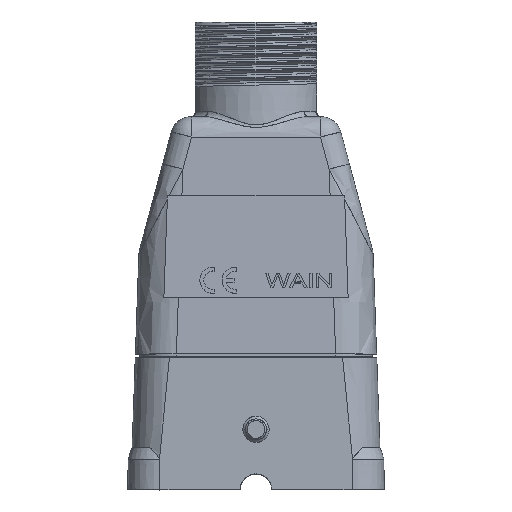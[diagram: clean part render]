
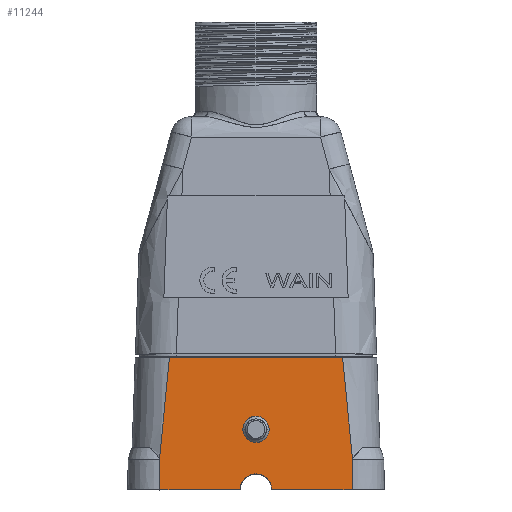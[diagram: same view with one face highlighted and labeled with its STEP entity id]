
A CAD part, top view. The second image highlights one B-rep face of the part: STEP entity #11244.
In plain terms, the highlighted planar face has unit normal (0, 0.009, 1).
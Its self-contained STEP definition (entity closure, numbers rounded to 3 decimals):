
#137=FACE_BOUND('',#13936,.T.);
#138=FACE_BOUND('',#13937,.T.);
#11244=ADVANCED_FACE('',(#137,#138),#12260,.T.);
#12260=PLANE('',#42155);
#13936=EDGE_LOOP('',(#21025,#21026));
#13937=EDGE_LOOP('',(#21027,#21028,#21029,#21030,#21031,#21032,#21033,#21034));
#15816=B_SPLINE_CURVE_WITH_KNOTS('',3,(#60050,#60051,#60052,#60053,#60054,
#60055,#60056,#60057,#60058,#60059),.UNSPECIFIED.,.F.,.F.,(4,2,2,2,4),(0.,
0.25,0.5,0.75,1.),.UNSPECIFIED.);
#15817=B_SPLINE_CURVE_WITH_KNOTS('',3,(#60062,#60063,#60064,#60065,#60066,
#60067,#60068,#60069,#60070,#60071,#60072,#60073,#60074,#60075,#60076,#60077,
#60078,#60079,#60080,#60081,#60082,#60083,#60084,#60085,#60086,#60087,#60088,
#60089,#60090,#60091,#60092,#60093,#60094),.UNSPECIFIED.,.F.,.F.,(4,2,2,
1,2,2,2,2,2,2,2,2,2,2,2,2,4),(0.,0.062,0.07,
0.078,0.094,0.125,0.188,0.25,0.375,
0.5,0.75,0.875,0.938,0.945,
0.953,0.969,1.),.UNSPECIFIED.);
#15818=B_SPLINE_CURVE_WITH_KNOTS('',3,(#60095,#60096,#60097,#60098),
 .UNSPECIFIED.,.F.,.F.,(4,4),(0.,1.),.UNSPECIFIED.);
#15819=B_SPLINE_CURVE_WITH_KNOTS('',3,(#60101,#60102,#60103,#60104),
 .UNSPECIFIED.,.F.,.F.,(4,4),(0.,1.),.UNSPECIFIED.);
#15820=B_SPLINE_CURVE_WITH_KNOTS('',3,(#60106,#60107,#60108,#60109,#60110,
#60111,#60112,#60113,#60114,#60115,#60116,#60117),.UNSPECIFIED.,.F.,.F.,
(4,2,2,2,2,4),(0.,0.5,0.563,0.625,0.75,1.),.UNSPECIFIED.);
#15821=B_SPLINE_CURVE_WITH_KNOTS('',3,(#60123,#60124,#60125,#60126,#60127,
#60128,#60129,#60130,#60131,#60132,#60133,#60134,#60135,#60136,#60137,#60138,
#60139,#60140),.UNSPECIFIED.,.F.,.F.,(4,2,2,2,2,2,2,2,4),(0.,0.125,0.25,
0.375,0.5,0.625,0.75,0.875,1.),.UNSPECIFIED.);
#21025=ORIENTED_EDGE('',*,*,#33955,.F.);
#21026=ORIENTED_EDGE('',*,*,#33956,.F.);
#21027=ORIENTED_EDGE('',*,*,#33957,.F.);
#21028=ORIENTED_EDGE('',*,*,#33958,.F.);
#21029=ORIENTED_EDGE('',*,*,#33959,.F.);
#21030=ORIENTED_EDGE('',*,*,#33960,.F.);
#21031=ORIENTED_EDGE('',*,*,#33961,.F.);
#21032=ORIENTED_EDGE('',*,*,#33962,.F.);
#21033=ORIENTED_EDGE('',*,*,#33963,.F.);
#21034=ORIENTED_EDGE('',*,*,#33964,.F.);
#27491=VERTEX_POINT('',#60060);
#27492=VERTEX_POINT('',#60061);
#27493=VERTEX_POINT('',#60099);
#27494=VERTEX_POINT('',#60100);
#27495=VERTEX_POINT('',#60105);
#27496=VERTEX_POINT('',#60118);
#27497=VERTEX_POINT('',#60120);
#27498=VERTEX_POINT('',#60122);
#27499=VERTEX_POINT('',#60141);
#27500=VERTEX_POINT('',#60143);
#33955=EDGE_CURVE('',#27491,#27492,#15816,.T.);
#33956=EDGE_CURVE('',#27492,#27491,#15817,.T.);
#33957=EDGE_CURVE('',#27493,#27494,#15818,.T.);
#33958=EDGE_CURVE('',#27495,#27493,#15819,.T.);
#33959=EDGE_CURVE('',#27496,#27495,#15820,.T.);
#33960=EDGE_CURVE('',#27497,#27496,#39518,.T.);
#33961=EDGE_CURVE('',#27498,#27497,#39519,.T.);
#33962=EDGE_CURVE('',#27499,#27498,#15821,.T.);
#33963=EDGE_CURVE('',#27500,#27499,#39520,.T.);
#33964=EDGE_CURVE('',#27494,#27500,#39521,.T.);
#39518=LINE('',#60119,#40909);
#39519=LINE('',#60121,#40910);
#39520=LINE('',#60142,#40911);
#39521=LINE('',#60144,#40912);
#40909=VECTOR('',#43002,1.);
#40910=VECTOR('',#43003,1.);
#40911=VECTOR('',#43004,1.);
#40912=VECTOR('',#43005,1.);
#42155=AXIS2_PLACEMENT_3D('',#60145,#43006,#43007);
#43002=DIRECTION('',(0.,1.,-0.009));
#43003=DIRECTION('',(-1.,0.,0.));
#43004=DIRECTION('',(-1.,0.,0.));
#43005=DIRECTION('',(0.,-1.,0.009));
#43006=DIRECTION('',(0.,0.009,1.));
#43007=DIRECTION('',(0.,-1.,0.009));
#60050=CARTESIAN_POINT('',(2.49,-4.75,14.51));
#60051=CARTESIAN_POINT('',(2.496,-4.109,14.504));
#60052=CARTESIAN_POINT('',(2.253,-3.464,14.498));
#60053=CARTESIAN_POINT('',(1.284,-2.486,14.49));
#60054=CARTESIAN_POINT('',(0.635,-2.238,14.488));
#60055=CARTESIAN_POINT('',(-0.635,-2.238,14.488));
#60056=CARTESIAN_POINT('',(-1.285,-2.486,14.49));
#60057=CARTESIAN_POINT('',(-2.253,-3.464,14.498));
#60058=CARTESIAN_POINT('',(-2.496,-4.112,14.504));
#60059=CARTESIAN_POINT('',(-2.49,-4.75,14.51));
#60060=CARTESIAN_POINT('',(2.49,-4.75,14.51));
#60061=CARTESIAN_POINT('',(-2.49,-4.75,14.51));
#60062=CARTESIAN_POINT('',(-2.49,-4.75,14.51));
#60063=CARTESIAN_POINT('',(-2.487,-5.172,14.513));
#60064=CARTESIAN_POINT('',(-2.382,-5.568,14.517));
#60065=CARTESIAN_POINT('',(-2.154,-5.98,14.52));
#60066=CARTESIAN_POINT('',(-2.157,-5.974,14.52));
#60067=CARTESIAN_POINT('',(-2.134,-6.013,14.521));
#60068=CARTESIAN_POINT('',(-2.099,-6.071,14.521));
#60069=CARTESIAN_POINT('',(-2.061,-6.127,14.522));
#60070=CARTESIAN_POINT('',(-1.984,-6.237,14.523));
#60071=CARTESIAN_POINT('',(-1.927,-6.308,14.523));
#60072=CARTESIAN_POINT('',(-1.749,-6.511,14.525));
#60073=CARTESIAN_POINT('',(-1.681,-6.571,14.525));
#60074=CARTESIAN_POINT('',(-1.473,-6.741,14.527));
#60075=CARTESIAN_POINT('',(-1.363,-6.817,14.528));
#60076=CARTESIAN_POINT('',(-1.01,-7.021,14.529));
#60077=CARTESIAN_POINT('',(-0.853,-7.08,14.53));
#60078=CARTESIAN_POINT('',(-0.437,-7.191,14.531));
#60079=CARTESIAN_POINT('',(-0.222,-7.219,14.531));
#60080=CARTESIAN_POINT('',(0.444,-7.219,14.531));
#60081=CARTESIAN_POINT('',(0.861,-7.107,14.53));
#60082=CARTESIAN_POINT('',(1.437,-6.774,14.527));
#60083=CARTESIAN_POINT('',(1.689,-6.579,14.526));
#60084=CARTESIAN_POINT('',(1.957,-6.274,14.523));
#60085=CARTESIAN_POINT('',(2.092,-6.092,14.521));
#60086=CARTESIAN_POINT('',(2.19,-5.914,14.52));
#60087=CARTESIAN_POINT('',(2.229,-5.841,14.519));
#60088=CARTESIAN_POINT('',(2.273,-5.748,14.518));
#60089=CARTESIAN_POINT('',(2.294,-5.701,14.518));
#60090=CARTESIAN_POINT('',(2.352,-5.557,14.517));
#60091=CARTESIAN_POINT('',(2.384,-5.46,14.516));
#60092=CARTESIAN_POINT('',(2.461,-5.165,14.513));
#60093=CARTESIAN_POINT('',(2.489,-4.96,14.511));
#60094=CARTESIAN_POINT('',(2.49,-4.75,14.51));
#60095=CARTESIAN_POINT('',(16.455,8.9,14.39));
#60096=CARTESIAN_POINT('',(17.022,5.304,14.422));
#60097=CARTESIAN_POINT('',(17.62,-0.809,14.475));
#60098=CARTESIAN_POINT('',(18.25,-9.439,14.551));
#60099=CARTESIAN_POINT('',(16.455,8.9,14.39));
#60100=CARTESIAN_POINT('',(18.25,-9.439,14.551));
#60101=CARTESIAN_POINT('',(-16.455,8.9,14.39));
#60102=CARTESIAN_POINT('',(-5.485,8.9,14.39));
#60103=CARTESIAN_POINT('',(5.485,8.9,14.39));
#60104=CARTESIAN_POINT('',(16.455,8.9,14.39));
#60105=CARTESIAN_POINT('',(-16.455,8.9,14.39));
#60106=CARTESIAN_POINT('',(-18.25,-9.439,14.551));
#60107=CARTESIAN_POINT('',(-17.984,-5.793,14.519));
#60108=CARTESIAN_POINT('',(-17.72,-2.546,14.49));
#60109=CARTESIAN_POINT('',(-17.425,0.656,14.462));
#60110=CARTESIAN_POINT('',(-17.383,1.101,14.459));
#60111=CARTESIAN_POINT('',(-17.308,1.872,14.452));
#60112=CARTESIAN_POINT('',(-17.271,2.247,14.449));
#60113=CARTESIAN_POINT('',(-17.161,3.34,14.439));
#60114=CARTESIAN_POINT('',(-17.085,4.055,14.433));
#60115=CARTESIAN_POINT('',(-16.823,6.353,14.413));
#60116=CARTESIAN_POINT('',(-16.642,7.715,14.401));
#60117=CARTESIAN_POINT('',(-16.455,8.9,14.39));
#60118=CARTESIAN_POINT('',(-18.25,-9.439,14.551));
#60119=CARTESIAN_POINT('',(-18.25,-3.65,14.5));
#60120=CARTESIAN_POINT('',(-18.25,-16.2,14.61));
#60121=CARTESIAN_POINT('',(0.,-16.2,14.61));
#60122=CARTESIAN_POINT('',(-3.,-16.2,14.61));
#60123=CARTESIAN_POINT('',(3.,-16.2,14.61));
#60124=CARTESIAN_POINT('',(3.,-15.816,14.606));
#60125=CARTESIAN_POINT('',(2.93,-15.448,14.603));
#60126=CARTESIAN_POINT('',(2.649,-14.743,14.597));
#60127=CARTESIAN_POINT('',(2.413,-14.37,14.594));
#60128=CARTESIAN_POINT('',(1.83,-13.787,14.588));
#60129=CARTESIAN_POINT('',(1.489,-13.563,14.587));
#60130=CARTESIAN_POINT('',(0.719,-13.258,14.584));
#60131=CARTESIAN_POINT('',(0.381,-13.2,14.583));
#60132=CARTESIAN_POINT('',(-0.381,-13.2,14.583));
#60133=CARTESIAN_POINT('',(-0.751,-13.271,14.584));
#60134=CARTESIAN_POINT('',(-1.457,-13.551,14.586));
#60135=CARTESIAN_POINT('',(-1.83,-13.787,14.588));
#60136=CARTESIAN_POINT('',(-2.413,-14.37,14.594));
#60137=CARTESIAN_POINT('',(-2.636,-14.711,14.597));
#60138=CARTESIAN_POINT('',(-2.942,-15.481,14.603));
#60139=CARTESIAN_POINT('',(-3.,-15.818,14.606));
#60140=CARTESIAN_POINT('',(-3.,-16.2,14.61));
#60141=CARTESIAN_POINT('',(3.,-16.2,14.61));
#60142=CARTESIAN_POINT('',(0.,-16.2,14.61));
#60143=CARTESIAN_POINT('',(18.25,-16.2,14.61));
#60144=CARTESIAN_POINT('',(18.25,-3.65,14.5));
#60145=CARTESIAN_POINT('',(-18.98,9.402,14.386));
